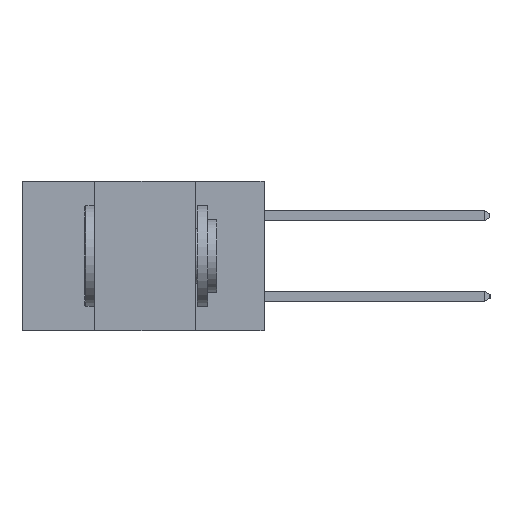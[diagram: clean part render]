
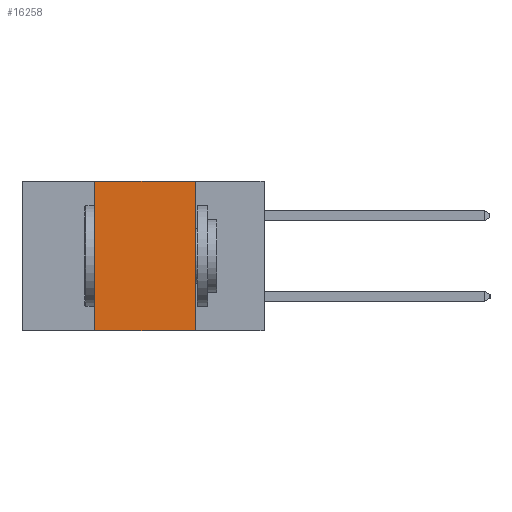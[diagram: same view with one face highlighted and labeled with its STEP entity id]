
A CAD part, left-side view. The second image highlights one B-rep face of the part: STEP entity #16258.
In plain terms, the highlighted planar face has unit normal (-1, 0, 0).
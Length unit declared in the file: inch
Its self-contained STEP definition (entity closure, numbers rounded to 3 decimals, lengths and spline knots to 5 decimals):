
#852 = AXIS2_PLACEMENT_3D ( 'NONE', #16742, #4243, #18831 ) ;
#2389 = VERTEX_POINT ( 'NONE', #16117 ) ;
#3310 = VERTEX_POINT ( 'NONE', #21508 ) ;
#4190 = CARTESIAN_POINT ( 'NONE',  ( 0., 0.17, 0. ) ) ;
#4243 = DIRECTION ( 'NONE',  ( 1., 0., 0. ) ) ;
#5020 = VERTEX_POINT ( 'NONE', #19163 ) ;
#5499 = DIRECTION ( 'NONE',  ( 0., 0., 1. ) ) ;
#6298 = ORIENTED_EDGE ( 'NONE', *, *, #18690, .F. ) ;
#6965 = LINE ( 'NONE', #13740, #22828 ) ;
#7763 = FACE_OUTER_BOUND ( 'NONE', #10291, .T. ) ;
#10291 = EDGE_LOOP ( 'NONE', ( #22191, #6298, #22826, #18643 ) ) ;
#11179 = VECTOR ( 'NONE', #17784, 39.37008 ) ;
#13708 = CARTESIAN_POINT ( 'NONE',  ( 0., 0.6, 0. ) ) ;
#13740 = CARTESIAN_POINT ( 'NONE',  ( 0., 0.17, -0.37 ) ) ;
#14063 = CARTESIAN_POINT ( 'NONE',  ( 0., 0.6, -0.37 ) ) ;
#15816 = DIRECTION ( 'NONE',  ( 0., 0., -1. ) ) ;
#16024 = LINE ( 'NONE', #13708, #11179 ) ;
#16098 = VECTOR ( 'NONE', #5499, 39.37008 ) ;
#16117 = CARTESIAN_POINT ( 'NONE',  ( 0., 0.42, -0.37 ) ) ;
#16133 = DIRECTION ( 'NONE',  ( 0., -1., 0. ) ) ;
#16258 = ADVANCED_FACE ( 'NONE', ( #7763 ), #24834, .F. ) ;
#16742 = CARTESIAN_POINT ( 'NONE',  ( 0., 0.6, 0. ) ) ;
#16769 = LINE ( 'NONE', #17980, #16098 ) ;
#17282 = EDGE_CURVE ( 'NONE', #2389, #5020, #16769, .T. ) ;
#17360 = EDGE_CURVE ( 'NONE', #2389, #3310, #19686, .T. ) ;
#17535 = VERTEX_POINT ( 'NONE', #4190 ) ;
#17784 = DIRECTION ( 'NONE',  ( 0., -1., 0. ) ) ;
#17980 = CARTESIAN_POINT ( 'NONE',  ( 0., 0.42, -0.37 ) ) ;
#18643 = ORIENTED_EDGE ( 'NONE', *, *, #17360, .T. ) ;
#18690 = EDGE_CURVE ( 'NONE', #5020, #17535, #16024, .T. ) ;
#18831 = DIRECTION ( 'NONE',  ( 0., 0., -1. ) ) ;
#19163 = CARTESIAN_POINT ( 'NONE',  ( 0., 0.42, 0. ) ) ;
#19686 = LINE ( 'NONE', #14063, #25025 ) ;
#21508 = CARTESIAN_POINT ( 'NONE',  ( 0., 0.17, -0.37 ) ) ;
#22191 = ORIENTED_EDGE ( 'NONE', *, *, #23030, .F. ) ;
#22826 = ORIENTED_EDGE ( 'NONE', *, *, #17282, .F. ) ;
#22828 = VECTOR ( 'NONE', #15816, 39.37008 ) ;
#23030 = EDGE_CURVE ( 'NONE', #17535, #3310, #6965, .T. ) ;
#24834 = PLANE ( 'NONE',  #852 ) ;
#25025 = VECTOR ( 'NONE', #16133, 39.37008 ) ;
